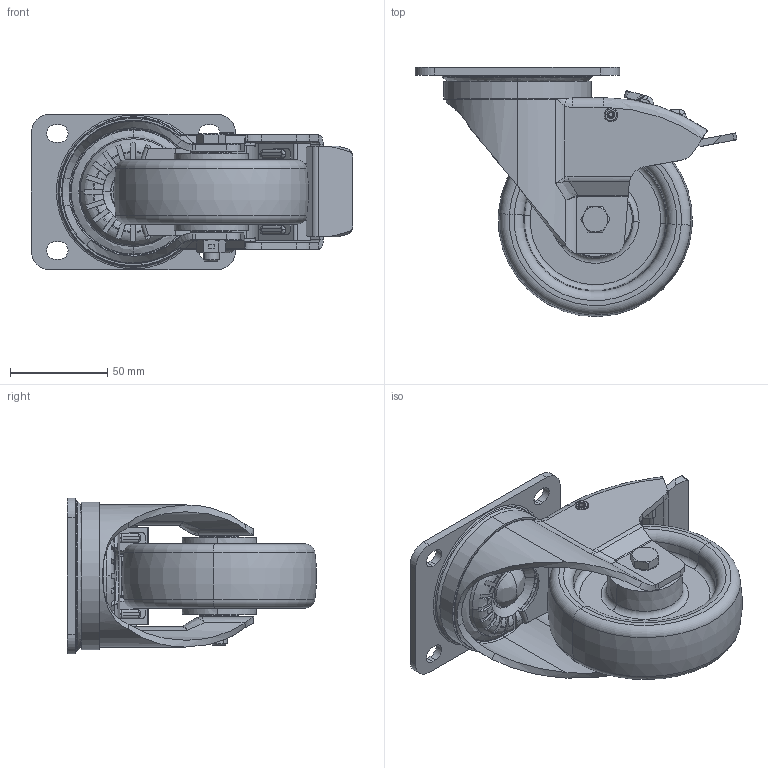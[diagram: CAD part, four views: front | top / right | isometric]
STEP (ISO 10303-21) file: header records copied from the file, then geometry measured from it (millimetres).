
FILE_DESCRIPTION (( 'STEP AP214' ), '1' );
FILE_NAME ('0021078_L-IM-PAM-100-K-3-DSN.STEP', '2015-07-10T10:12:39', ( '' ), ( '' ), 'SwSTEP 2.0', 'SolidWorks 2014', '' );
FILE_SCHEMA (( 'AUTOMOTIVE_DESIGN' ));
Length unit declared in the file: millimetre
Products named in the file (1): 0021078_L-IM-PAM-100-K-3-DSN
Bounding box: 165.19 x 127.87 x 80 mm (x, y, z)
Volume: 325487.4 mm3; surface area: 142872.9 mm2
Topology: 21 solids, 21 shells, 1216 faces, 3081 edges, 1943 vertices
Faces by surface type: plane 587, cylinder 303, bspline 174, cone 92, torus 60
Entity records: 61606 total; most frequent: CARTESIAN_POINT 19477, ORIENTED_EDGE 6142, DIRECTION 5730, EDGE_CURVE 3071, AXIS2_PLACEMENT_3D 2042, VERTEX_POINT 1943, VECTOR 1646, LINE 1646
